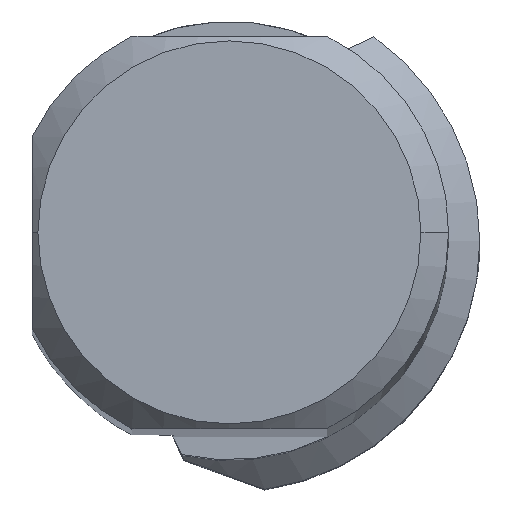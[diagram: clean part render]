
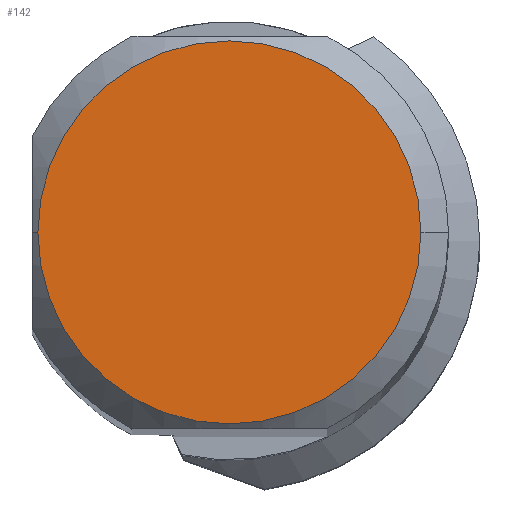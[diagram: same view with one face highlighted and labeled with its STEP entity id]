
A CAD part, top view. The second image highlights one B-rep face of the part: STEP entity #142.
In plain terms, the highlighted planar face has unit normal (0, 0, 1).
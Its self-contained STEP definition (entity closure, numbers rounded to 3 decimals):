
#75=PLANE('',#1258);
#142=ADVANCED_FACE('',(#228),#75,.T.);
#228=FACE_OUTER_BOUND('',#289,.T.);
#289=EDGE_LOOP('',(#695,#696,#697));
#337=CIRCLE('',#1250,6.938);
#338=CIRCLE('',#1253,6.938);
#339=CIRCLE('',#1254,6.938);
#695=ORIENTED_EDGE('',*,*,#1043,.F.);
#696=ORIENTED_EDGE('',*,*,#1049,.F.);
#697=ORIENTED_EDGE('',*,*,#1048,.F.);
#907=VERTEX_POINT('',#1923);
#908=VERTEX_POINT('',#1925);
#910=VERTEX_POINT('',#1940);
#1043=EDGE_CURVE('',#907,#908,#337,.T.);
#1048=EDGE_CURVE('',#908,#910,#338,.T.);
#1049=EDGE_CURVE('',#910,#907,#339,.T.);
#1250=AXIS2_PLACEMENT_3D('',#1924,#1491,#1492);
#1253=AXIS2_PLACEMENT_3D('',#1939,#1499,#1500);
#1254=AXIS2_PLACEMENT_3D('',#1941,#1501,#1502);
#1258=AXIS2_PLACEMENT_3D('',#1945,#1509,#1510);
#1491=DIRECTION('',(0.,0.,-1.));
#1492=DIRECTION('',(-1.,0.,0.));
#1499=DIRECTION('',(0.,0.,-1.));
#1500=DIRECTION('',(1.,0.,0.));
#1501=DIRECTION('',(0.,0.,-1.));
#1502=DIRECTION('',(0.,-1.,0.));
#1509=DIRECTION('',(0.,0.,1.));
#1510=DIRECTION('',(-1.,0.,0.));
#1923=CARTESIAN_POINT('',(-6.938,0.,0.));
#1924=CARTESIAN_POINT('',(0.,0.,0.));
#1925=CARTESIAN_POINT('',(6.938,0.,0.));
#1939=CARTESIAN_POINT('',(0.,0.,0.));
#1940=CARTESIAN_POINT('',(0.,-6.938,0.));
#1941=CARTESIAN_POINT('',(0.,0.,0.));
#1945=CARTESIAN_POINT('',(0.,0.,0.));
